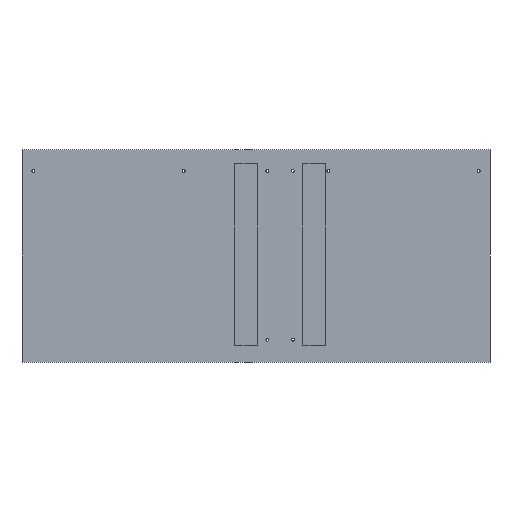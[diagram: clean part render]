
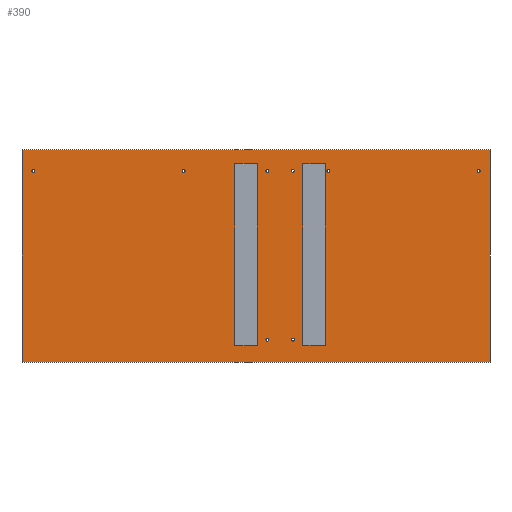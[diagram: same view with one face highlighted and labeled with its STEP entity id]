
A CAD part, front view. The second image highlights one B-rep face of the part: STEP entity #390.
In plain terms, the highlighted planar face has unit normal (0, -1, 0).
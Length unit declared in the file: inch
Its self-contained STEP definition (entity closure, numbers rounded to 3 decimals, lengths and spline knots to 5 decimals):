
#41=LINE('',#678,#65);
#44=LINE('',#683,#68);
#46=LINE('',#687,#70);
#48=LINE('',#690,#72);
#65=VECTOR('',#572,39.37008);
#68=VECTOR('',#577,39.37008);
#70=VECTOR('',#581,39.37008);
#72=VECTOR('',#585,39.37008);
#90=PLANE('',#499);
#113=FACE_BOUND('',#171,.T.);
#114=FACE_BOUND('',#172,.T.);
#115=FACE_BOUND('',#173,.T.);
#116=FACE_BOUND('',#174,.T.);
#117=FACE_BOUND('',#175,.T.);
#118=FACE_BOUND('',#176,.T.);
#119=FACE_BOUND('',#177,.T.);
#120=FACE_BOUND('',#178,.T.);
#134=FACE_OUTER_BOUND('',#170,.T.);
#170=EDGE_LOOP('',(#317,#318,#319,#320));
#171=EDGE_LOOP('',(#321));
#172=EDGE_LOOP('',(#322));
#173=EDGE_LOOP('',(#323));
#174=EDGE_LOOP('',(#324));
#175=EDGE_LOOP('',(#325));
#176=EDGE_LOOP('',(#326));
#177=EDGE_LOOP('',(#327));
#178=EDGE_LOOP('',(#328));
#186=CIRCLE('',#472,0.125);
#188=CIRCLE('',#475,0.125);
#190=CIRCLE('',#478,0.125);
#192=CIRCLE('',#481,0.125);
#194=CIRCLE('',#484,0.125);
#196=CIRCLE('',#487,0.125);
#198=CIRCLE('',#490,0.125);
#200=CIRCLE('',#493,0.125);
#202=VERTEX_POINT('',#629);
#204=VERTEX_POINT('',#634);
#206=VERTEX_POINT('',#639);
#208=VERTEX_POINT('',#644);
#210=VERTEX_POINT('',#649);
#212=VERTEX_POINT('',#654);
#214=VERTEX_POINT('',#659);
#216=VERTEX_POINT('',#664);
#221=VERTEX_POINT('',#676);
#222=VERTEX_POINT('',#677);
#223=VERTEX_POINT('',#682);
#224=VERTEX_POINT('',#686);
#234=EDGE_CURVE('',#202,#202,#186,.T.);
#236=EDGE_CURVE('',#204,#204,#188,.T.);
#238=EDGE_CURVE('',#206,#206,#190,.T.);
#240=EDGE_CURVE('',#208,#208,#192,.T.);
#242=EDGE_CURVE('',#210,#210,#194,.T.);
#244=EDGE_CURVE('',#212,#212,#196,.T.);
#246=EDGE_CURVE('',#214,#214,#198,.T.);
#248=EDGE_CURVE('',#216,#216,#200,.T.);
#253=EDGE_CURVE('',#221,#222,#41,.T.);
#256=EDGE_CURVE('',#222,#223,#44,.T.);
#258=EDGE_CURVE('',#224,#223,#46,.T.);
#260=EDGE_CURVE('',#221,#224,#48,.T.);
#317=ORIENTED_EDGE('',*,*,#258,.T.);
#318=ORIENTED_EDGE('',*,*,#256,.F.);
#319=ORIENTED_EDGE('',*,*,#253,.F.);
#320=ORIENTED_EDGE('',*,*,#260,.T.);
#321=ORIENTED_EDGE('',*,*,#234,.T.);
#322=ORIENTED_EDGE('',*,*,#236,.T.);
#323=ORIENTED_EDGE('',*,*,#238,.T.);
#324=ORIENTED_EDGE('',*,*,#240,.T.);
#325=ORIENTED_EDGE('',*,*,#242,.T.);
#326=ORIENTED_EDGE('',*,*,#244,.T.);
#327=ORIENTED_EDGE('',*,*,#246,.T.);
#328=ORIENTED_EDGE('',*,*,#248,.T.);
#390=ADVANCED_FACE('',(#134,#113,#114,#115,#116,#117,#118,#119,#120),#90,
 .T.);
#472=AXIS2_PLACEMENT_3D('',#630,#520,#521);
#475=AXIS2_PLACEMENT_3D('',#635,#526,#527);
#478=AXIS2_PLACEMENT_3D('',#640,#532,#533);
#481=AXIS2_PLACEMENT_3D('',#645,#538,#539);
#484=AXIS2_PLACEMENT_3D('',#650,#544,#545);
#487=AXIS2_PLACEMENT_3D('',#655,#550,#551);
#490=AXIS2_PLACEMENT_3D('',#660,#556,#557);
#493=AXIS2_PLACEMENT_3D('',#665,#562,#563);
#499=AXIS2_PLACEMENT_3D('',#691,#586,#587);
#520=DIRECTION('center_axis',(0.,1.,0.));
#521=DIRECTION('ref_axis',(0.,0.,-1.));
#526=DIRECTION('center_axis',(0.,1.,0.));
#527=DIRECTION('ref_axis',(0.,0.,-1.));
#532=DIRECTION('center_axis',(0.,1.,0.));
#533=DIRECTION('ref_axis',(0.,0.,-1.));
#538=DIRECTION('center_axis',(0.,1.,0.));
#539=DIRECTION('ref_axis',(0.,0.,-1.));
#544=DIRECTION('center_axis',(0.,1.,0.));
#545=DIRECTION('ref_axis',(0.,0.,-1.));
#550=DIRECTION('center_axis',(0.,1.,0.));
#551=DIRECTION('ref_axis',(0.,0.,-1.));
#556=DIRECTION('center_axis',(0.,1.,0.));
#557=DIRECTION('ref_axis',(0.,0.,-1.));
#562=DIRECTION('center_axis',(0.,1.,0.));
#563=DIRECTION('ref_axis',(0.,0.,-1.));
#572=DIRECTION('',(0.,0.,1.));
#577=DIRECTION('',(1.,0.,0.));
#581=DIRECTION('',(0.,0.,1.));
#585=DIRECTION('',(1.,0.,0.));
#586=DIRECTION('center_axis',(0.,-1.,0.));
#587=DIRECTION('ref_axis',(0.,0.,-1.));
#629=CARTESIAN_POINT('',(178.25,-0.125,16.75));
#630=CARTESIAN_POINT('Origin',(178.25,-0.125,16.875));
#634=CARTESIAN_POINT('',(198.875,-0.125,16.75));
#635=CARTESIAN_POINT('Origin',(198.875,-0.125,16.875));
#639=CARTESIAN_POINT('',(201.125,-0.125,16.75));
#640=CARTESIAN_POINT('Origin',(201.125,-0.125,16.875));
#644=CARTESIAN_POINT('',(217.5,-0.125,16.75));
#645=CARTESIAN_POINT('Origin',(217.5,-0.125,16.875));
#649=CARTESIAN_POINT('',(201.125,-0.125,1.875));
#650=CARTESIAN_POINT('Origin',(201.125,-0.125,2.));
#654=CARTESIAN_POINT('',(198.875,-0.125,1.875));
#655=CARTESIAN_POINT('Origin',(198.875,-0.125,2.));
#659=CARTESIAN_POINT('',(191.5,-0.125,16.75));
#660=CARTESIAN_POINT('Origin',(191.5,-0.125,16.875));
#664=CARTESIAN_POINT('',(204.25,-0.125,16.75));
#665=CARTESIAN_POINT('Origin',(204.25,-0.125,16.875));
#676=CARTESIAN_POINT('',(177.25,-0.125,0.));
#677=CARTESIAN_POINT('',(177.25,-0.125,18.75));
#678=CARTESIAN_POINT('',(177.25,-0.125,9.375));
#682=CARTESIAN_POINT('',(218.5,-0.125,18.75));
#683=CARTESIAN_POINT('',(197.875,-0.125,18.75));
#686=CARTESIAN_POINT('',(218.5,-0.125,0.));
#687=CARTESIAN_POINT('',(218.5,-0.125,9.375));
#690=CARTESIAN_POINT('',(197.875,-0.125,0.));
#691=CARTESIAN_POINT('Origin',(197.875,-0.125,9.375));
